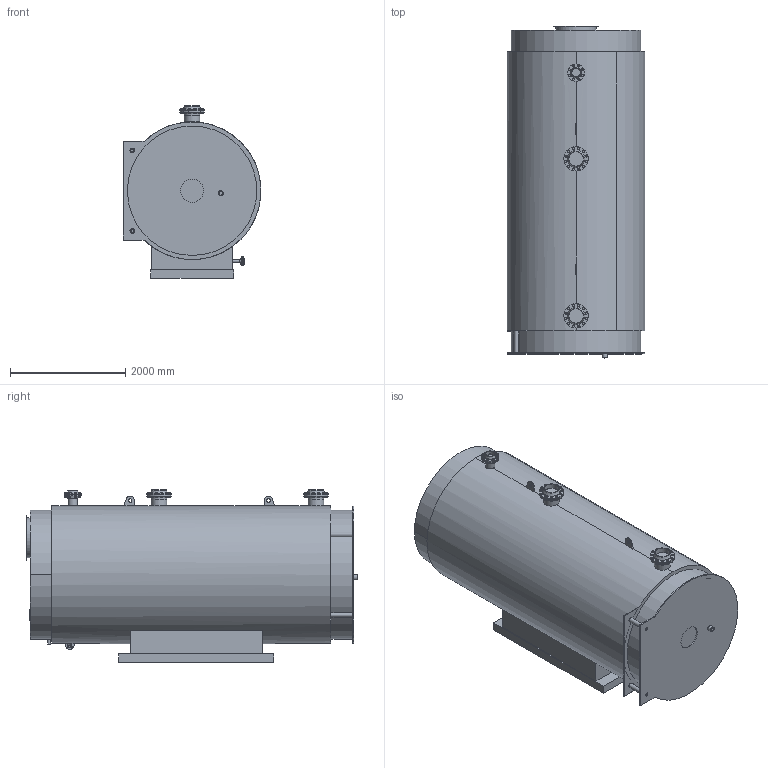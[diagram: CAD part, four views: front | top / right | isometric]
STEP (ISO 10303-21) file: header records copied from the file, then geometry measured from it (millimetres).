
FILE_DESCRIPTION(/* description */ (''),/* implementation_level */ '2;1');
FILE_NAME(/* name */ '5810.stp',/* time_stamp */ '2022-04-21T11:44:41+03:00',/* author */ ('Пользователь'),/* organization */ (''),/* preprocessor_version */ 'ST-DEVELOPER v18.1',/* originating_system */ 'Autodesk Inventor 2022',/* authorisation */ '');
FILE_SCHEMA (('AUTOMOTIVE_DESIGN { 1 0 10303 214 3 1 1 }'));
Length unit declared in the file: millimetre
Products named in the file (13): 5810; 5810_1; FC-250DN; ISO 7005-2 Фланец приварной 
с буртиком, тип 
11 - ISO PN 25 Чугун с шаровидным 
графитом DN250; AS 1110 - M24 x 80; FC-150DN; ISO 7005-2 Фланец приварной 
с буртиком, тип 
11 - ISO PN 25 Чугун с шаровидным 
графитом DN150; AS 1110 - M24 x 70; AS 1112 - M24  Тип 10; FC-40DN; ISO 7005-2 Фланец приварной 
с буртиком, тип 
11 - ISO PN 25 Чугун с шаровидным 
графитом DN40; AS 1110 - M16 x 55; AS 1112 - M16  Тип 10
Assembly tree (59 placements, depth 3):
  5810
    5810_1
    FC-250DN  x2
      ISO 7005-2 Фланец приварной 
с буртиком, тип 
11 - ISO PN 25 Чугун с шаровидным 
графитом DN250
      AS 1110 - M24 x 80
      AS 1112 - M24  Тип 10
    FC-150DN
      ISO 7005-2 Фланец приварной 
с буртиком, тип 
11 - ISO PN 25 Чугун с шаровидным 
графитом DN150  x2
      AS 1110 - M24 x 70  x8
      AS 1112 - M24  Тип 10  x8
    FC-40DN
      ISO 7005-2 Фланец приварной 
с буртиком, тип 
11 - ISO PN 25 Чугун с шаровидным 
графитом DN40  x2
      AS 1110 - M16 x 55  x4
      AS 1112 - M16  Тип 10  x4
Bounding box: 2390.13 x 5770 x 3006 mm (x, y, z)
Volume: 26407939405 mm3; surface area: 61606194.2 mm2
Topology: 86 solids, 86 shells, 1933 faces, 4166 edges, 2477 vertices
Faces by surface type: plane 924, cone 764, cylinder 244, torus 1
Full cylindrical faces by diameter (mm): 13.835 x4, 16 x4, 19 x8, 20 x4, 20.752 x32, 24 x36, 28 x16, 31 x48, 36 x32, 40 x2, 48 x2, 50 x5, 52 x2, 60 x2, 64.286 x1, 80 x2, 84 x2, 90 x1, 150 x4, 159 x1, 162 x2, 211 x2, 250 x4, 263.6 x4, 273 x2, 300 x2, 330 x4, 400 x1, 425 x4, 694 x1
Entity records: 8086 total; most frequent: CARTESIAN_POINT 1435, DIRECTION 1412, ORIENTED_EDGE 1138, AXIS2_PLACEMENT_3D 589, EDGE_CURVE 569, EDGE_LOOP 361, VERTEX_POINT 360, FACE_OUTER_BOUND 266
